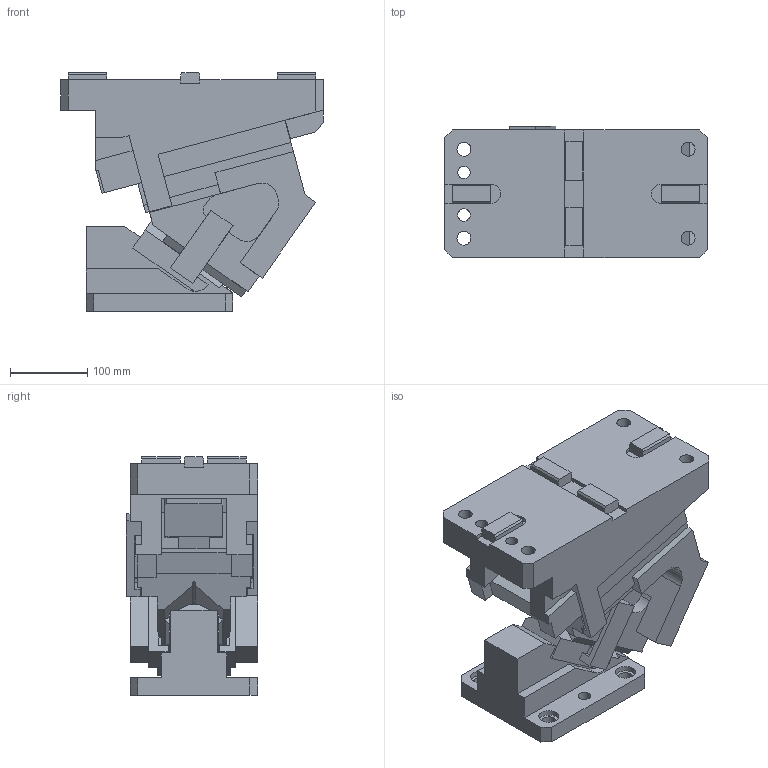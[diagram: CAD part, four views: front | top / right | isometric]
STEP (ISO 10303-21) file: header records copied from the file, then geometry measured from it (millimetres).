
FILE_DESCRIPTION(('CATIA V5 STEP Exchange'),'2;1');
FILE_NAME('CACN_165_35.stp','2015-04-27T09:16:41+00:00',('none'),('none'),'CATIA Version 5 Release 19 SP 2 (IN-10)','CATIA V5 STEP AP203','none');
FILE_SCHEMA(('CONFIG_CONTROL_DESIGN'));
Length unit declared in the file: millimetre
Products named in the file (1): CACN_165_35
Bounding box: 340 x 170 x 309 mm (x, y, z)
Volume: 9012621.6 mm3; surface area: 677415.7 mm2
Topology: 3 solids, 3 shells, 347 faces, 981 edges, 650 vertices
Faces by surface type: plane 265, cylinder 78, extrusion 4
Entity records: 12490 total; most frequent: CARTESIAN_POINT 3878, ORIENTED_EDGE 1962, DIRECTION 1432, EDGE_CURVE 981, VECTOR 819, LINE 815, VERTEX_POINT 650, EDGE_LOOP 383
